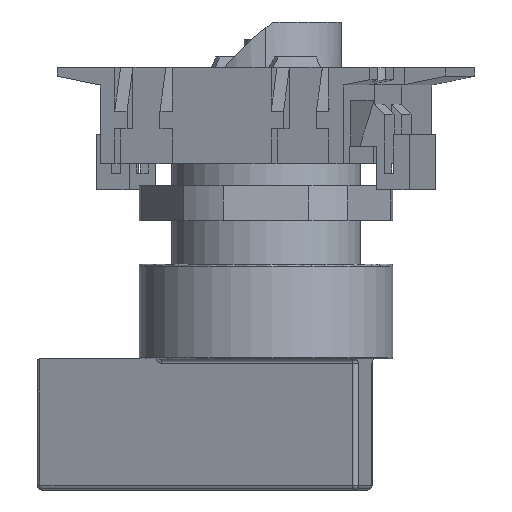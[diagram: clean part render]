
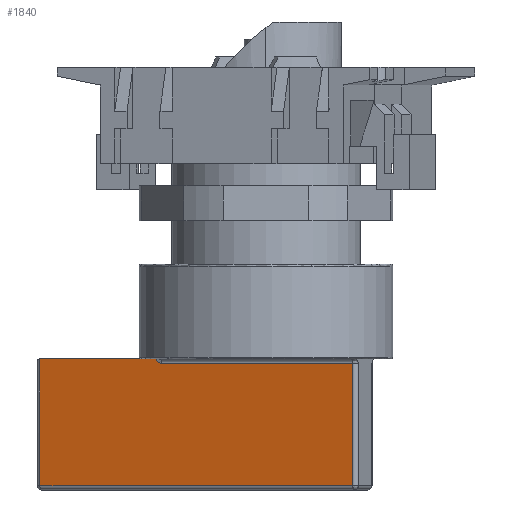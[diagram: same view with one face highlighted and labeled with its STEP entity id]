
A CAD part, front view. The second image highlights one B-rep face of the part: STEP entity #1840.
In plain terms, the highlighted planar face has unit normal (-0.337, -0.941, 0).
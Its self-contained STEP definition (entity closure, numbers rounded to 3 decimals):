
#50 = CARTESIAN_POINT ( 'NONE',  ( -25.838, 6.334, -30.8 ) ) ;
#412 = VERTEX_POINT ( 'NONE', #1599 ) ;
#464 = CARTESIAN_POINT ( 'NONE',  ( -12.561, 1.578, -15.945 ) ) ;
#1022 = EDGE_CURVE ( 'NONE', #2038, #1891, #1280, .T. ) ;
#1280 = LINE ( 'NONE', #50, #9826 ) ;
#1292 = CARTESIAN_POINT ( 'NONE',  ( -12.603, 1.593, -15.8 ) ) ;
#1492 = B_SPLINE_CURVE_WITH_KNOTS ( 'NONE', 3,
 ( #3755, #464, #5578, #8727, #2102, #2131 ),
 .UNSPECIFIED., .F., .F.,
 ( 4, 2, 4 ),
 ( 0., 0.497, 1. ),
 .UNSPECIFIED. ) ;
#1599 = CARTESIAN_POINT ( 'NONE',  ( 9.937, -6.48, -30.3 ) ) ;
#1731 = EDGE_LOOP ( 'NONE', ( #5687, #2552, #7377, #3267, #2781, #5036 ) ) ;
#1840 = ADVANCED_FACE ( 'NONE', ( #5823 ), #3605, .F. ) ;
#1891 = VERTEX_POINT ( 'NONE', #9502 ) ;
#2038 = VERTEX_POINT ( 'NONE', #10613 ) ;
#2102 = CARTESIAN_POINT ( 'NONE',  ( -12.094, 1.411, -16.3 ) ) ;
#2124 = DIRECTION ( 'NONE',  ( -0.941, 0.337, 0. ) ) ;
#2131 = CARTESIAN_POINT ( 'NONE',  ( -11.949, 1.359, -16.3 ) ) ;
#2300 = EDGE_CURVE ( 'NONE', #412, #2038, #6452, .T. ) ;
#2528 = VERTEX_POINT ( 'NONE', #4801 ) ;
#2552 = ORIENTED_EDGE ( 'NONE', *, *, #4597, .F. ) ;
#2781 = ORIENTED_EDGE ( 'NONE', *, *, #2300, .F. ) ;
#2915 = EDGE_CURVE ( 'NONE', #2528, #412, #5018, .T. ) ;
#2952 = EDGE_CURVE ( 'NONE', #4566, #2528, #10449, .T. ) ;
#3008 = CARTESIAN_POINT ( 'NONE',  ( -12.603, 1.593, -15.8 ) ) ;
#3267 = ORIENTED_EDGE ( 'NONE', *, *, #1022, .F. ) ;
#3605 = PLANE ( 'NONE',  #9873 ) ;
#3647 = CARTESIAN_POINT ( 'NONE',  ( -11.949, 1.359, -16.3 ) ) ;
#3755 = CARTESIAN_POINT ( 'NONE',  ( -12.603, 1.593, -15.8 ) ) ;
#3851 = VERTEX_POINT ( 'NONE', #3008 ) ;
#3993 = DIRECTION ( 'NONE',  ( 0., 0., -1. ) ) ;
#4505 = VECTOR ( 'NONE', #7834, 1000. ) ;
#4560 = CARTESIAN_POINT ( 'NONE',  ( -26.308, 6.502, -30.8 ) ) ;
#4566 = VERTEX_POINT ( 'NONE', #3647 ) ;
#4597 = EDGE_CURVE ( 'NONE', #3851, #4566, #1492, .T. ) ;
#4801 = CARTESIAN_POINT ( 'NONE',  ( 9.937, -6.48, -16.3 ) ) ;
#5018 = LINE ( 'NONE', #10642, #6329 ) ;
#5036 = ORIENTED_EDGE ( 'NONE', *, *, #2915, .F. ) ;
#5111 = DIRECTION ( 'NONE',  ( 0., 0., 1. ) ) ;
#5578 = CARTESIAN_POINT ( 'NONE',  ( -12.472, 1.546, -16.074 ) ) ;
#5687 = ORIENTED_EDGE ( 'NONE', *, *, #2952, .F. ) ;
#5750 = VECTOR ( 'NONE', #2124, 1000. ) ;
#5823 = FACE_OUTER_BOUND ( 'NONE', #1731, .T. ) ;
#5860 = EDGE_CURVE ( 'NONE', #3851, #1891, #7026, .T. ) ;
#6329 = VECTOR ( 'NONE', #3993, 1000. ) ;
#6452 = LINE ( 'NONE', #7804, #4505 ) ;
#6505 = DIRECTION ( 'NONE',  ( 0.941, -0.337, 0. ) ) ;
#6692 = VECTOR ( 'NONE', #6505, 1000. ) ;
#6897 = DIRECTION ( 'NONE',  ( -0.941, 0.337, 0. ) ) ;
#7026 = LINE ( 'NONE', #1292, #5750 ) ;
#7377 = ORIENTED_EDGE ( 'NONE', *, *, #5860, .T. ) ;
#7771 = DIRECTION ( 'NONE',  ( 0.337, 0.941, 0. ) ) ;
#7804 = CARTESIAN_POINT ( 'NONE',  ( -26.308, 6.502, -30.3 ) ) ;
#7834 = DIRECTION ( 'NONE',  ( -0.941, 0.337, 0. ) ) ;
#8727 = CARTESIAN_POINT ( 'NONE',  ( -12.238, 1.462, -16.252 ) ) ;
#9502 = CARTESIAN_POINT ( 'NONE',  ( -25.838, 6.334, -15.8 ) ) ;
#9826 = VECTOR ( 'NONE', #5111, 1000. ) ;
#9873 = AXIS2_PLACEMENT_3D ( 'NONE', #4560, #7771, #6897 ) ;
#10449 = LINE ( 'NONE', #10750, #6692 ) ;
#10613 = CARTESIAN_POINT ( 'NONE',  ( -25.838, 6.334, -30.3 ) ) ;
#10642 = CARTESIAN_POINT ( 'NONE',  ( 9.937, -6.48, -30.8 ) ) ;
#10750 = CARTESIAN_POINT ( 'NONE',  ( -26.308, 6.502, -16.3 ) ) ;
